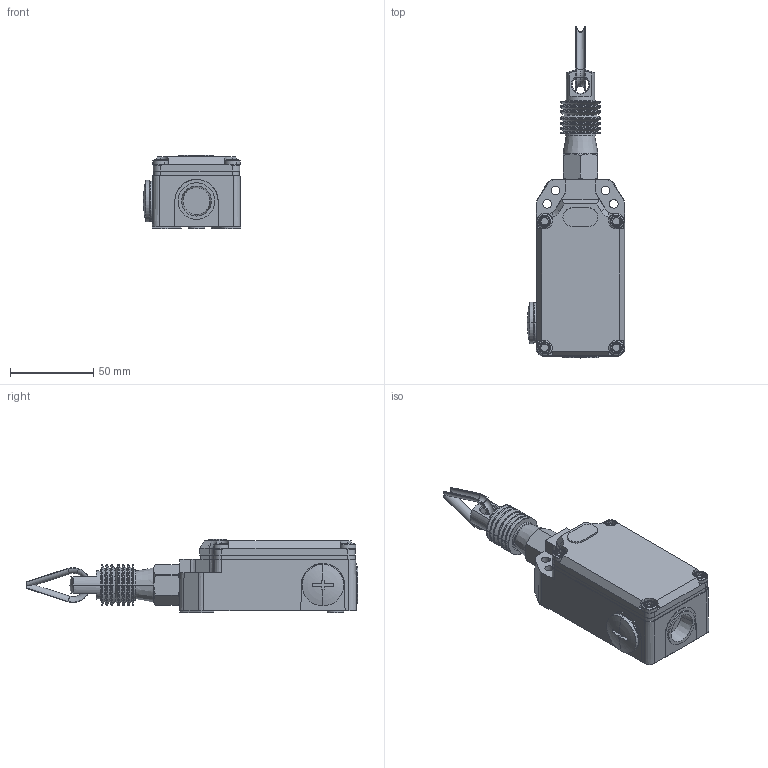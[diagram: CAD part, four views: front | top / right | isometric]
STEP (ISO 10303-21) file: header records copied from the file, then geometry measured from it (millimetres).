
FILE_DESCRIPTION(('STEP AP214'),'1');
FILE_NAME('cctmp_1F730EE9-B67D-4D81-B45B-A7414AAE84F5_2023_07_21_12_42_03_0287..stp','2023-07-21T10:42:03',('SIEMENS A&D'),('CADClick - www.CADClick.com'),'Spatial InterOp 3D postprocessed',' ','unknown authorization');
FILE_SCHEMA(('AUTOMOTIVE_DESIGN'));
Length unit declared in the file: millimetre
Products named in the file (3): cc_unnamed; 2023_07_21_12_42_03_0255; 2023_07_21_12_42_03_0251
Assembly tree (2 placements, depth 2):
  cc_unnamed
    2023_07_21_12_42_03_0255
    2023_07_21_12_42_03_0251
Bounding box: 58.45 x 199.36 x 43.9 mm (x, y, z)
Volume: 228609.6 mm3; surface area: 37313 mm2
Topology: 2 solids, 7 shells, 533 faces, 1348 edges, 853 vertices
Faces by surface type: plane 212, cylinder 157, torus 86, cone 68, sphere 10
Entity records: 18168 total; most frequent: CARTESIAN_POINT 3290, DIRECTION 2943, ORIENTED_EDGE 2692, EDGE_CURVE 1346, AXIS2_PLACEMENT_3D 1138, VERTEX_POINT 853, LINE 667, VECTOR 667
